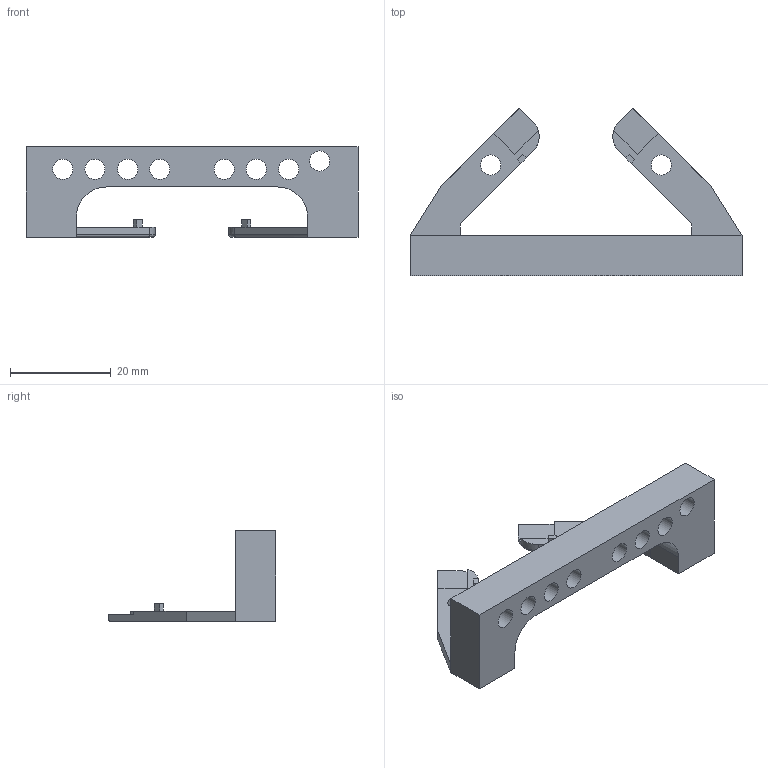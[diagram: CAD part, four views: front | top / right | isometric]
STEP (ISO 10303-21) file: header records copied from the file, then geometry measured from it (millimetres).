
FILE_DESCRIPTION(('FreeCAD Model'),'2;1');
FILE_NAME('holder_imaging,step.step', '2021-06-23T18:54:59',('Author'),(''), 'Open CASCADE STEP processor 7.3','FreeCAD','Unknown');
FILE_SCHEMA(('AUTOMOTIVE_DESIGN { 1 0 10303 214 1 1 1 1 }'));
Length unit declared in the file: millimetre
Products named in the file (1): holder
Bounding box: 66 x 33.34 x 18 mm (x, y, z)
Volume: 5981 mm3; surface area: 4725.2 mm2
Topology: 1 solids, 1 shells, 60 faces, 162 edges, 104 vertices
Faces by surface type: plane 40, cylinder 18, torus 2
Full cylindrical faces by diameter (mm): 4 x10
Entity records: 4097 total; most frequent: CARTESIAN_POINT 763, DIRECTION 630, LINE 410, VECTOR 410, ORIENTED_EDGE 324, PCURVE 324, DEFINITIONAL_REPRESENTATION 324, EDGE_CURVE 162
